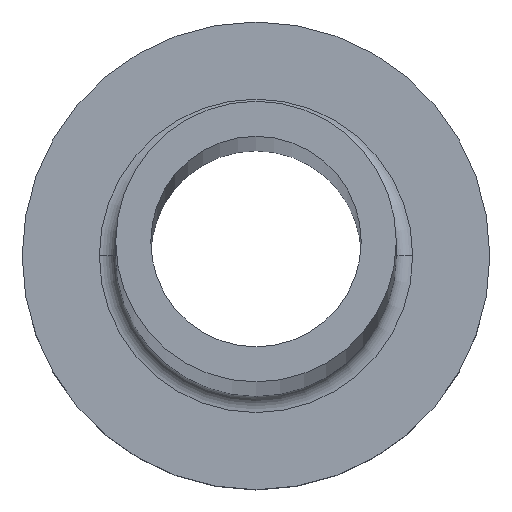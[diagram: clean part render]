
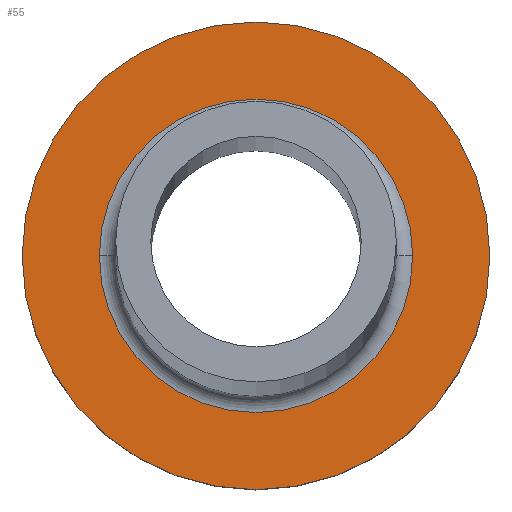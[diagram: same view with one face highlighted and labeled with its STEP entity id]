
A CAD part, top view. The second image highlights one B-rep face of the part: STEP entity #55.
In plain terms, the highlighted planar face has unit normal (0, 0, 1).
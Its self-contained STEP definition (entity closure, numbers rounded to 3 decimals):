
#17 = EDGE_CURVE ( 'NONE', #38, #67, #313, .T. ) ;
#23 = CARTESIAN_POINT ( 'NONE',  ( 0., 0., 7. ) ) ;
#29 = CIRCLE ( 'NONE', #309, 6.7 ) ;
#36 = ORIENTED_EDGE ( 'NONE', *, *, #41, .T. ) ;
#38 = VERTEX_POINT ( 'NONE', #137 ) ;
#41 = EDGE_CURVE ( 'NONE', #154, #190, #339, .T. ) ;
#44 = DIRECTION ( 'NONE',  ( 1., 0., 0. ) ) ;
#51 = PLANE ( 'NONE',  #96 ) ;
#55 = ADVANCED_FACE ( 'NONE', ( #191, #136 ), #51, .T. ) ;
#56 = DIRECTION ( 'NONE',  ( 0., 0., -1. ) ) ;
#63 = EDGE_LOOP ( 'NONE', ( #130, #36 ) ) ;
#67 = VERTEX_POINT ( 'NONE', #284 ) ;
#90 = DIRECTION ( 'NONE',  ( 0., 0., 1. ) ) ;
#96 = AXIS2_PLACEMENT_3D ( 'NONE', #312, #259, #44 ) ;
#107 = CIRCLE ( 'NONE', #234, 10. ) ;
#114 = DIRECTION ( 'NONE',  ( 0., 0., -1. ) ) ;
#123 = DIRECTION ( 'NONE',  ( 1., 0., 0. ) ) ;
#130 = ORIENTED_EDGE ( 'NONE', *, *, #238, .T. ) ;
#136 = FACE_OUTER_BOUND ( 'NONE', #241, .T. ) ;
#137 = CARTESIAN_POINT ( 'NONE',  ( -10., 0., 7. ) ) ;
#142 = ORIENTED_EDGE ( 'NONE', *, *, #17, .T. ) ;
#144 = CARTESIAN_POINT ( 'NONE',  ( 6.7, 0., 7. ) ) ;
#154 = VERTEX_POINT ( 'NONE', #375 ) ;
#168 = DIRECTION ( 'NONE',  ( 1., 0., 0. ) ) ;
#190 = VERTEX_POINT ( 'NONE', #144 ) ;
#191 = FACE_BOUND ( 'NONE', #63, .T. ) ;
#202 = EDGE_CURVE ( 'NONE', #67, #38, #107, .T. ) ;
#220 = AXIS2_PLACEMENT_3D ( 'NONE', #368, #114, #348 ) ;
#234 = AXIS2_PLACEMENT_3D ( 'NONE', #23, #90, #270 ) ;
#238 = EDGE_CURVE ( 'NONE', #190, #154, #29, .T. ) ;
#241 = EDGE_LOOP ( 'NONE', ( #142, #299 ) ) ;
#258 = AXIS2_PLACEMENT_3D ( 'NONE', #369, #318, #168 ) ;
#259 = DIRECTION ( 'NONE',  ( 0., 0., 1. ) ) ;
#270 = DIRECTION ( 'NONE',  ( 1., 0., 0. ) ) ;
#284 = CARTESIAN_POINT ( 'NONE',  ( 10., 0., 7. ) ) ;
#295 = CARTESIAN_POINT ( 'NONE',  ( 0., 0., 7. ) ) ;
#299 = ORIENTED_EDGE ( 'NONE', *, *, #202, .T. ) ;
#309 = AXIS2_PLACEMENT_3D ( 'NONE', #295, #56, #123 ) ;
#312 = CARTESIAN_POINT ( 'NONE',  ( 0., 0., 7. ) ) ;
#313 = CIRCLE ( 'NONE', #258, 10. ) ;
#318 = DIRECTION ( 'NONE',  ( 0., 0., 1. ) ) ;
#339 = CIRCLE ( 'NONE', #220, 6.7 ) ;
#348 = DIRECTION ( 'NONE',  ( 1., 0., 0. ) ) ;
#368 = CARTESIAN_POINT ( 'NONE',  ( 0., 0., 7. ) ) ;
#369 = CARTESIAN_POINT ( 'NONE',  ( 0., 0., 7. ) ) ;
#375 = CARTESIAN_POINT ( 'NONE',  ( -6.7, 0., 7. ) ) ;
